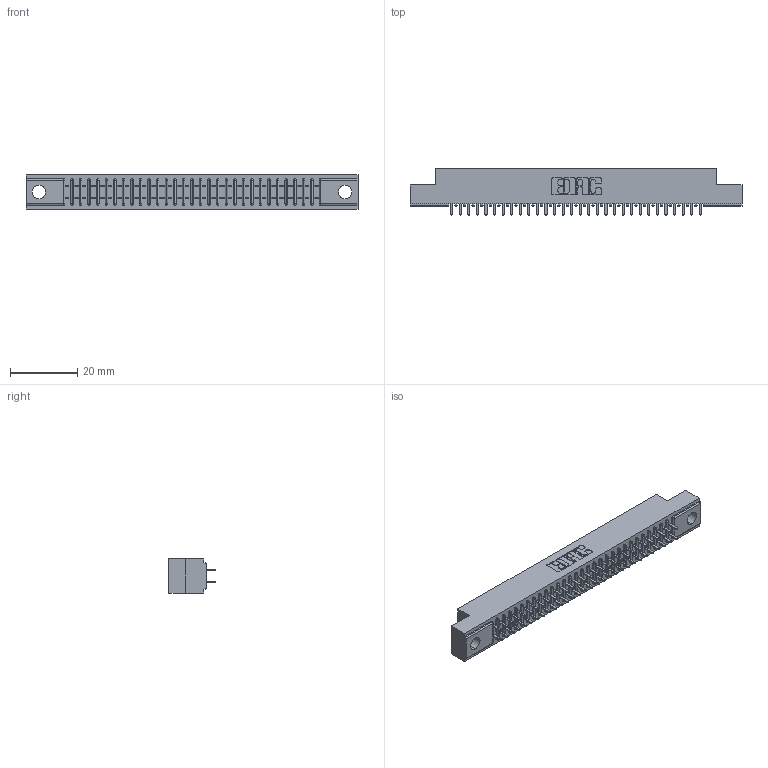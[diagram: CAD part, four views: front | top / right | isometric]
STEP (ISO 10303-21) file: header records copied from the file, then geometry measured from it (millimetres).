
FILE_DESCRIPTION (( 'STEP AP203' ), '1' );
FILE_NAME ('341-060-524-204.STEP', '2018-08-07T17:33:18', ( '' ), ( '' ), 'SwSTEP 2.0', 'SolidWorks 2016', '' );
FILE_SCHEMA (( 'CONFIG_CONTROL_DESIGN' ));
Length unit declared in the file: inch
Products named in the file (3): 341 Part_.156 (3.96) Dia Mounting Holes; 341-292-001_341-292-124; 341-060-524-204
Assembly tree (61 placements, depth 2):
  341-060-524-204
    341 Part_.156 (3.96) Dia Mounting Holes
    341-292-001_341-292-124  x60
Bounding box: 98.42 x 13.64 x 10.16 mm (x, y, z)
Volume: 7146 mm3; surface area: 12076.9 mm2
Topology: 61 solids, 61 shells, 4090 faces, 11842 edges, 7670 vertices
Faces by surface type: plane 2482, cylinder 1488, sphere 62, torus 58
Entity records: 38323 total; most frequent: CARTESIAN_POINT 6376, ORIENTED_EDGE 6332, DIRECTION 6188, EDGE_CURVE 3166, VECTOR 2552, LINE 2552, VERTEX_POINT 2006, AXIS2_PLACEMENT_3D 1818
